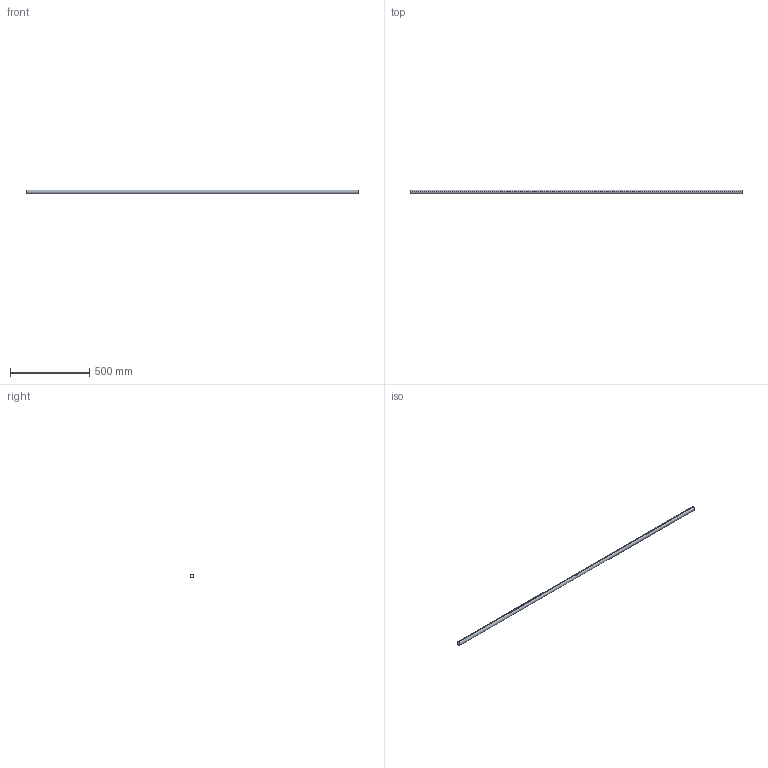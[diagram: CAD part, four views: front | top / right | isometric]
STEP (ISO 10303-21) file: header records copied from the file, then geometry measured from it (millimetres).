
FILE_DESCRIPTION (( 'STEP AP203' ), '1' );
FILE_NAME ('60840-240-2100.step', '2019-09-17T11:17:43', ( '' ), ( '' ), 'SwSTEP 2.0', 'SolidWorks 2015', '' );
FILE_SCHEMA (( 'CONFIG_CONTROL_DESIGN' ));
Length unit declared in the file: millimetre
Products named in the file (1): 60840-240-2100
Bounding box: 2100 x 25 x 25 mm (x, y, z)
Volume: 303256.7 mm3; surface area: 303690.1 mm2
Topology: 1 solids, 1 shells, 296 faces, 785 edges, 512 vertices
Faces by surface type: bspline 131, plane 111, cylinder 54
Entity records: 15428 total; most frequent: CARTESIAN_POINT 8931, ORIENTED_EDGE 1570, DIRECTION 909, EDGE_CURVE 785, VERTEX_POINT 512, LINE 369, VECTOR 369, EDGE_LOOP 325
